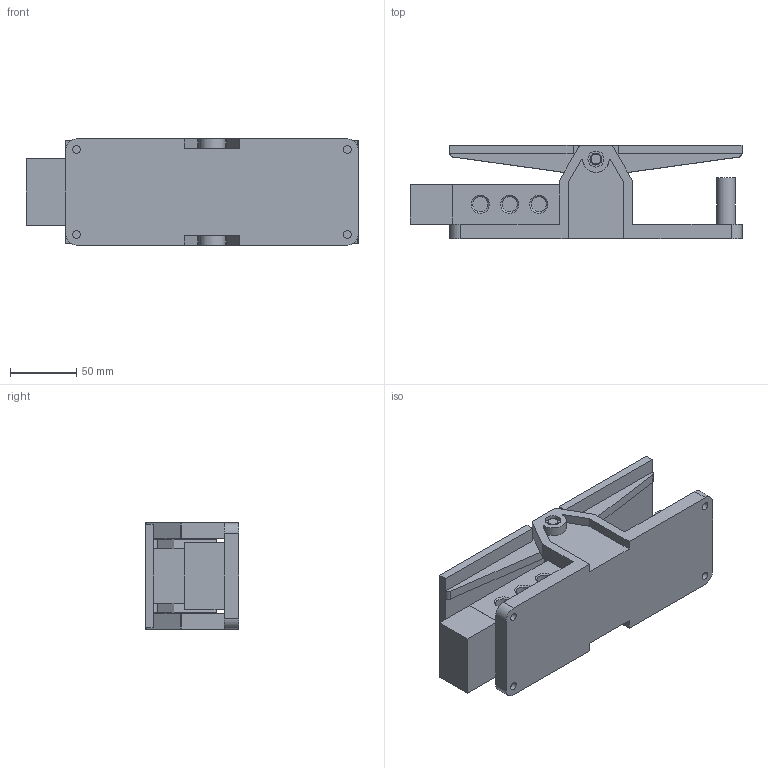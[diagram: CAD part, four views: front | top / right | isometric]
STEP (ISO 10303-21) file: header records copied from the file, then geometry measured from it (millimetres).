
FILE_DESCRIPTION(( 'PED.53O.14.stp' ), '1');
FILE_NAME( 'PED.53O.14.stp', '2019-03-20T14:35:52',( 'Sopra'),('sopra-pneumatic.com'), 'SwSTEP 2.0','SolidWorks 2009','' );
FILE_SCHEMA (('AUTOMOTIVE_DESIGN { 1 0 10303 214 3 1 1 }'));
Length unit declared in the file: millimetre
Products named in the file (3): 224.53.##.10.1; 224.53.##.10.1(B); 224.53.##.10.1(A)
Assembly tree (2 placements, depth 2):
  224.53.##.10.1
    224.53.##.10.1(B)
    224.53.##.10.1(A)
Bounding box: 250 x 70.5 x 80 mm (x, y, z)
Volume: 592717.2 mm3; surface area: 128460.8 mm2
Topology: 2 solids, 2 shells, 137 faces, 367 edges, 248 vertices
Faces by surface type: plane 90, cylinder 42, cone 5
Full cylindrical faces by diameter (mm): 6 x4, 7.5 x2, 9 x2, 10 x4, 11.445 x5, 12 x2, 14 x1
Entity records: 4487 total; most frequent: DIRECTION 769, CARTESIAN_POINT 757, ORIENTED_EDGE 734, EDGE_CURVE 367, AXIS2_PLACEMENT_3D 260, LINE 249, VECTOR 249, VERTEX_POINT 248
